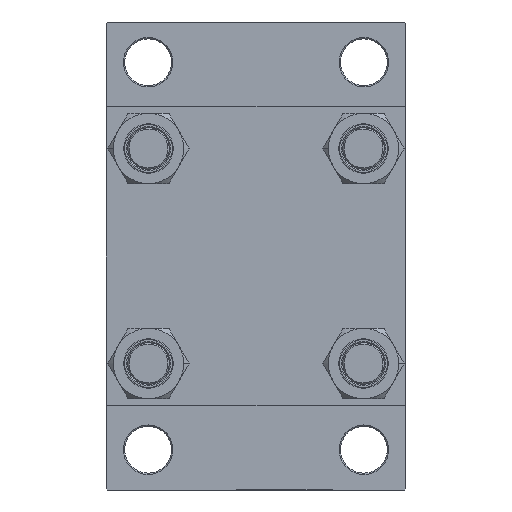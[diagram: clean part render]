
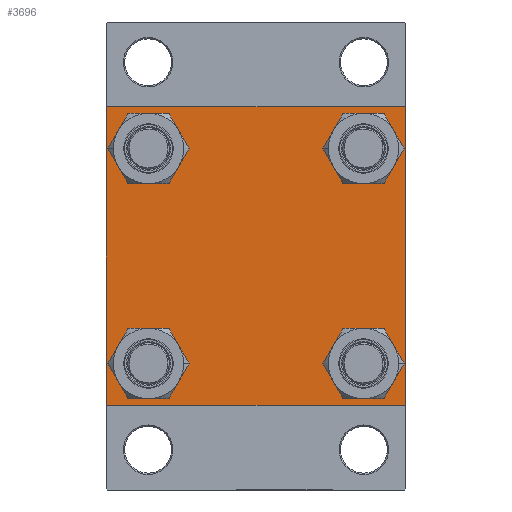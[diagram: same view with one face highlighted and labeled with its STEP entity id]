
A CAD part, left-side view. The second image highlights one B-rep face of the part: STEP entity #3696.
In plain terms, the highlighted planar face has unit normal (-1, 0, 0).
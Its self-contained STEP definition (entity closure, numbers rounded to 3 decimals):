
#711 = CARTESIAN_POINT ( 'NONE',  ( 0., 0., 0. ) ) ;
#828 = AXIS2_PLACEMENT_3D ( 'NONE', #35557, #8720, #20627 ) ;
#953 = DIRECTION ( 'NONE',  ( -1., 0., 0. ) ) ;
#1353 = LINE ( 'NONE', #5278, #38244 ) ;
#1439 = FACE_OUTER_BOUND ( 'NONE', #10900, .T. ) ;
#1779 = CARTESIAN_POINT ( 'NONE',  ( 0., -41.35, 41.35 ) ) ;
#2049 = ORIENTED_EDGE ( 'NONE', *, *, #9242, .T. ) ;
#2754 = AXIS2_PLACEMENT_3D ( 'NONE', #11307, #37473, #22552 ) ;
#2757 = ORIENTED_EDGE ( 'NONE', *, *, #31824, .T. ) ;
#2811 = CARTESIAN_POINT ( 'NONE',  ( 0., -41.35, -32.85 ) ) ;
#3243 = DIRECTION ( 'NONE',  ( 0., 0., -1. ) ) ;
#3345 = EDGE_LOOP ( 'NONE', ( #17256, #23090 ) ) ;
#3359 = CIRCLE ( 'NONE', #11182, 8.5 ) ;
#3592 = VERTEX_POINT ( 'NONE', #29591 ) ;
#3696 = ADVANCED_FACE ( 'NONE', ( #19544, #34474, #4632, #38397, #1439 ), #4879, .T. ) ;
#3848 = DIRECTION ( 'NONE',  ( 0., 0.707, -0.707 ) ) ;
#4632 = FACE_BOUND ( 'NONE', #38472, .T. ) ;
#4784 = DIRECTION ( 'NONE',  ( 0., -0.707, 0.707 ) ) ;
#4879 = PLANE ( 'NONE',  #10166 ) ;
#5079 = ORIENTED_EDGE ( 'NONE', *, *, #32549, .T. ) ;
#5123 = EDGE_CURVE ( 'NONE', #42895, #31544, #13352, .T. ) ;
#5278 = CARTESIAN_POINT ( 'NONE',  ( 0., -57.25, -57.25 ) ) ;
#6273 = ORIENTED_EDGE ( 'NONE', *, *, #24302, .T. ) ;
#8197 = ORIENTED_EDGE ( 'NONE', *, *, #10956, .T. ) ;
#8241 = DIRECTION ( 'NONE',  ( 0., -1., 0. ) ) ;
#8720 = DIRECTION ( 'NONE',  ( 1., 0., 0. ) ) ;
#8875 = DIRECTION ( 'NONE',  ( 0., 0., 1. ) ) ;
#8899 = DIRECTION ( 'NONE',  ( 0., 0., 1. ) ) ;
#9242 = EDGE_CURVE ( 'NONE', #30682, #3592, #36918, .T. ) ;
#9446 = ORIENTED_EDGE ( 'NONE', *, *, #10110, .T. ) ;
#9985 = CARTESIAN_POINT ( 'NONE',  ( 0., -57.5, -57. ) ) ;
#10110 = EDGE_CURVE ( 'NONE', #41868, #37340, #3359, .T. ) ;
#10166 = AXIS2_PLACEMENT_3D ( 'NONE', #711, #953, #16370 ) ;
#10183 = VERTEX_POINT ( 'NONE', #35073 ) ;
#10900 = EDGE_LOOP ( 'NONE', ( #5079, #42836, #29729, #30936, #11273, #35952, #24701, #6273 ) ) ;
#10956 = EDGE_CURVE ( 'NONE', #30945, #28896, #30699, .T. ) ;
#11008 = CARTESIAN_POINT ( 'NONE',  ( 0., -41.35, 49.85 ) ) ;
#11182 = AXIS2_PLACEMENT_3D ( 'NONE', #1779, #27229, #8899 ) ;
#11273 = ORIENTED_EDGE ( 'NONE', *, *, #38372, .F. ) ;
#11307 = CARTESIAN_POINT ( 'NONE',  ( 0., 41.35, -41.35 ) ) ;
#11899 = VECTOR ( 'NONE', #3243, 1000. ) ;
#11906 = LINE ( 'NONE', #15341, #12683 ) ;
#11992 = CARTESIAN_POINT ( 'NONE',  ( 0., -41.35, 32.85 ) ) ;
#12683 = VECTOR ( 'NONE', #8241, 1000. ) ;
#13352 = CIRCLE ( 'NONE', #16491, 8.5 ) ;
#13682 = CARTESIAN_POINT ( 'NONE',  ( 0., -57., 57.5 ) ) ;
#14012 = CARTESIAN_POINT ( 'NONE',  ( 0., 57.5, 57.5 ) ) ;
#14128 = DIRECTION ( 'NONE',  ( 1., 0., 0. ) ) ;
#14605 = LINE ( 'NONE', #47372, #22896 ) ;
#15156 = CARTESIAN_POINT ( 'NONE',  ( 0., -41.35, 41.35 ) ) ;
#15325 = DIRECTION ( 'NONE',  ( 0., 0.707, 0.707 ) ) ;
#15341 = CARTESIAN_POINT ( 'NONE',  ( 0., 57.5, 57.5 ) ) ;
#16370 = DIRECTION ( 'NONE',  ( 0., 0., 1. ) ) ;
#16491 = AXIS2_PLACEMENT_3D ( 'NONE', #42185, #34361, #41698 ) ;
#17256 = ORIENTED_EDGE ( 'NONE', *, *, #29566, .T. ) ;
#17606 = CIRCLE ( 'NONE', #2754, 8.5 ) ;
#17802 = CARTESIAN_POINT ( 'NONE',  ( 0., 41.35, -41.35 ) ) ;
#18122 = CIRCLE ( 'NONE', #43114, 8.5 ) ;
#18299 = CARTESIAN_POINT ( 'NONE',  ( 0., 57.5, -57.5 ) ) ;
#18369 = VERTEX_POINT ( 'NONE', #9985 ) ;
#18781 = EDGE_CURVE ( 'NONE', #39906, #37319, #26766, .T. ) ;
#19010 = LINE ( 'NONE', #37359, #26473 ) ;
#19045 = EDGE_CURVE ( 'NONE', #28896, #30945, #17606, .T. ) ;
#19544 = FACE_BOUND ( 'NONE', #42002, .T. ) ;
#20627 = DIRECTION ( 'NONE',  ( 0., 0., 1. ) ) ;
#21423 = EDGE_CURVE ( 'NONE', #3592, #30682, #38776, .T. ) ;
#22552 = DIRECTION ( 'NONE',  ( 0., 0., 1. ) ) ;
#22896 = VECTOR ( 'NONE', #36138, 1000. ) ;
#23090 = ORIENTED_EDGE ( 'NONE', *, *, #5123, .T. ) ;
#23808 = CARTESIAN_POINT ( 'NONE',  ( 0., 41.35, 41.35 ) ) ;
#23861 = VECTOR ( 'NONE', #26050, 1000. ) ;
#24004 = CARTESIAN_POINT ( 'NONE',  ( 0., 41.35, -49.85 ) ) ;
#24302 = EDGE_CURVE ( 'NONE', #10183, #34876, #19010, .T. ) ;
#24419 = AXIS2_PLACEMENT_3D ( 'NONE', #23808, #42865, #31143 ) ;
#24701 = ORIENTED_EDGE ( 'NONE', *, *, #32777, .F. ) ;
#24865 = EDGE_LOOP ( 'NONE', ( #35349, #2049 ) ) ;
#25413 = VERTEX_POINT ( 'NONE', #13682 ) ;
#26050 = DIRECTION ( 'NONE',  ( 0., -0.707, -0.707 ) ) ;
#26388 = CARTESIAN_POINT ( 'NONE',  ( 0., 41.35, -32.85 ) ) ;
#26473 = VECTOR ( 'NONE', #3848, 1000. ) ;
#26712 = EDGE_CURVE ( 'NONE', #44943, #18369, #1353, .T. ) ;
#26766 = LINE ( 'NONE', #30197, #23861 ) ;
#27229 = DIRECTION ( 'NONE',  ( 1., 0., 0. ) ) ;
#28063 = EDGE_CURVE ( 'NONE', #45775, #25413, #42214, .T. ) ;
#28352 = AXIS2_PLACEMENT_3D ( 'NONE', #17802, #14128, #40303 ) ;
#28729 = CARTESIAN_POINT ( 'NONE',  ( 0., 57.5, 57. ) ) ;
#28896 = VERTEX_POINT ( 'NONE', #24004 ) ;
#29566 = EDGE_CURVE ( 'NONE', #31544, #42895, #34426, .T. ) ;
#29591 = CARTESIAN_POINT ( 'NONE',  ( 0., 41.35, 49.85 ) ) ;
#29729 = ORIENTED_EDGE ( 'NONE', *, *, #42211, .T. ) ;
#30197 = CARTESIAN_POINT ( 'NONE',  ( 0., 57.25, -57.25 ) ) ;
#30682 = VERTEX_POINT ( 'NONE', #45761 ) ;
#30699 = CIRCLE ( 'NONE', #28352, 8.5 ) ;
#30936 = ORIENTED_EDGE ( 'NONE', *, *, #26712, .T. ) ;
#30945 = VERTEX_POINT ( 'NONE', #26388 ) ;
#31143 = DIRECTION ( 'NONE',  ( 0., 0., 1. ) ) ;
#31544 = VERTEX_POINT ( 'NONE', #2811 ) ;
#31824 = EDGE_CURVE ( 'NONE', #37340, #41868, #18122, .T. ) ;
#32549 = EDGE_CURVE ( 'NONE', #34876, #39906, #47504, .T. ) ;
#32777 = EDGE_CURVE ( 'NONE', #10183, #25413, #11906, .T. ) ;
#33982 = DIRECTION ( 'NONE',  ( 1., 0., 0. ) ) ;
#34361 = DIRECTION ( 'NONE',  ( 1., 0., 0. ) ) ;
#34426 = CIRCLE ( 'NONE', #828, 8.5 ) ;
#34474 = FACE_BOUND ( 'NONE', #3345, .T. ) ;
#34562 = CARTESIAN_POINT ( 'NONE',  ( 0., -57.5, 57. ) ) ;
#34876 = VERTEX_POINT ( 'NONE', #28729 ) ;
#35073 = CARTESIAN_POINT ( 'NONE',  ( 0., 57., 57.5 ) ) ;
#35349 = ORIENTED_EDGE ( 'NONE', *, *, #21423, .T. ) ;
#35557 = CARTESIAN_POINT ( 'NONE',  ( 0., -41.35, -41.35 ) ) ;
#35934 = VECTOR ( 'NONE', #15325, 1000. ) ;
#35952 = ORIENTED_EDGE ( 'NONE', *, *, #28063, .T. ) ;
#36138 = DIRECTION ( 'NONE',  ( 0., 0., -1. ) ) ;
#36180 = CARTESIAN_POINT ( 'NONE',  ( 0., -57., -57.5 ) ) ;
#36918 = CIRCLE ( 'NONE', #24419, 8.5 ) ;
#37319 = VERTEX_POINT ( 'NONE', #47041 ) ;
#37340 = VERTEX_POINT ( 'NONE', #11992 ) ;
#37359 = CARTESIAN_POINT ( 'NONE',  ( 0., 57.25, 57.25 ) ) ;
#37473 = DIRECTION ( 'NONE',  ( 1., 0., 0. ) ) ;
#37843 = LINE ( 'NONE', #18299, #40980 ) ;
#37891 = DIRECTION ( 'NONE',  ( 0., 0., 1. ) ) ;
#38221 = CARTESIAN_POINT ( 'NONE',  ( 0., 41.35, 41.35 ) ) ;
#38244 = VECTOR ( 'NONE', #4784, 1000. ) ;
#38256 = CARTESIAN_POINT ( 'NONE',  ( 0., 57.5, -57. ) ) ;
#38372 = EDGE_CURVE ( 'NONE', #45775, #18369, #14605, .T. ) ;
#38397 = FACE_BOUND ( 'NONE', #24865, .T. ) ;
#38472 = EDGE_LOOP ( 'NONE', ( #8197, #47112 ) ) ;
#38776 = CIRCLE ( 'NONE', #44235, 8.5 ) ;
#39906 = VERTEX_POINT ( 'NONE', #38256 ) ;
#40303 = DIRECTION ( 'NONE',  ( 0., 0., 1. ) ) ;
#40980 = VECTOR ( 'NONE', #48358, 1000. ) ;
#41279 = CARTESIAN_POINT ( 'NONE',  ( 0., -41.35, -49.85 ) ) ;
#41698 = DIRECTION ( 'NONE',  ( 0., 0., 1. ) ) ;
#41868 = VERTEX_POINT ( 'NONE', #11008 ) ;
#42002 = EDGE_LOOP ( 'NONE', ( #9446, #2757 ) ) ;
#42185 = CARTESIAN_POINT ( 'NONE',  ( 0., -41.35, -41.35 ) ) ;
#42211 = EDGE_CURVE ( 'NONE', #37319, #44943, #37843, .T. ) ;
#42214 = LINE ( 'NONE', #44909, #35934 ) ;
#42375 = DIRECTION ( 'NONE',  ( 1., 0., 0. ) ) ;
#42836 = ORIENTED_EDGE ( 'NONE', *, *, #18781, .T. ) ;
#42865 = DIRECTION ( 'NONE',  ( 1., 0., 0. ) ) ;
#42895 = VERTEX_POINT ( 'NONE', #41279 ) ;
#43114 = AXIS2_PLACEMENT_3D ( 'NONE', #15156, #33982, #37891 ) ;
#44235 = AXIS2_PLACEMENT_3D ( 'NONE', #38221, #42375, #8875 ) ;
#44909 = CARTESIAN_POINT ( 'NONE',  ( 0., -57.25, 57.25 ) ) ;
#44943 = VERTEX_POINT ( 'NONE', #36180 ) ;
#45761 = CARTESIAN_POINT ( 'NONE',  ( 0., 41.35, 32.85 ) ) ;
#45775 = VERTEX_POINT ( 'NONE', #34562 ) ;
#47041 = CARTESIAN_POINT ( 'NONE',  ( 0., 57., -57.5 ) ) ;
#47112 = ORIENTED_EDGE ( 'NONE', *, *, #19045, .T. ) ;
#47372 = CARTESIAN_POINT ( 'NONE',  ( 0., -57.5, 57.5 ) ) ;
#47504 = LINE ( 'NONE', #14012, #11899 ) ;
#48358 = DIRECTION ( 'NONE',  ( 0., -1., 0. ) ) ;
